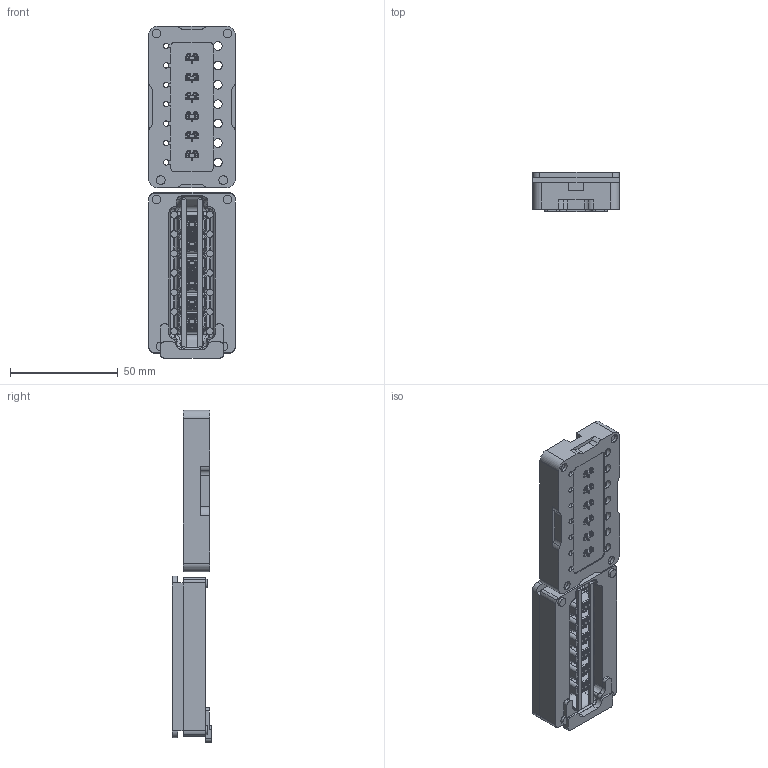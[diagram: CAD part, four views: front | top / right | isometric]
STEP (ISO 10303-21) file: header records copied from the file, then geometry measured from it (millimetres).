
FILE_DESCRIPTION (( 'STEP AP203' ), '1' );
FILE_NAME ('Millipillar V1 Mold CAD.STEP', '2021-07-21T14:24:38', ( '' ), ( '' ), 'SwSTEP 2.0', 'SolidWorks 2020', '' );
FILE_SCHEMA (( 'CONFIG_CONTROL_DESIGN' ));
Length unit declared in the file: inch
Products named in the file (1): Millipillar V1 Mold CAD
Bounding box: 40 x 18.22 x 153.93 mm (x, y, z)
Volume: 59425.6 mm3; surface area: 32073.1 mm2
Topology: 6 solids, 6 shells, 2576 faces, 6776 edges, 4023 vertices
Faces by surface type: cylinder 939, bspline 682, plane 551, torus 254, sphere 130, cone 20
Entity records: 96692 total; most frequent: CARTESIAN_POINT 39274, ORIENTED_EDGE 13112, DIRECTION 11098, EDGE_CURVE 6556, AXIS2_PLACEMENT_3D 4411, VERTEX_POINT 3999, EDGE_LOOP 2639, FACE_OUTER_BOUND 2576
